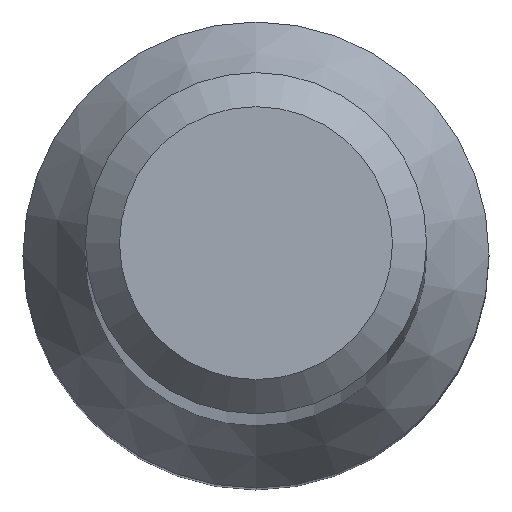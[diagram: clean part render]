
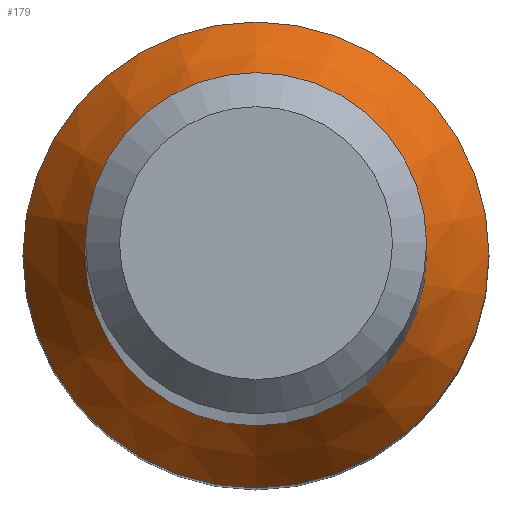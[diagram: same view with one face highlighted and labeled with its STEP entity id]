
A CAD part, top view. The second image highlights one B-rep face of the part: STEP entity #179.
In plain terms, the highlighted conical face has half-angle 30 degrees and reference radius 2.049 mm.
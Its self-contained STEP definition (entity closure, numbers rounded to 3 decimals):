
#1 = DIRECTION ( 'NONE',  ( 0., 1., 0. ) ) ;
#15 = CARTESIAN_POINT ( 'NONE',  ( 0., 1.5, 11.083 ) ) ;
#17 = DIRECTION ( 'NONE',  ( 0., 1., 0. ) ) ;
#55 = FACE_OUTER_BOUND ( 'NONE', #197, .T. ) ;
#57 = CARTESIAN_POINT ( 'NONE',  ( 0., 0., 11.083 ) ) ;
#70 = ORIENTED_EDGE ( 'NONE', *, *, #133, .F. ) ;
#71 = DIRECTION ( 'NONE',  ( 0., 0., -1. ) ) ;
#74 = DIRECTION ( 'NONE',  ( 0., 1., 0. ) ) ;
#80 = CONICAL_SURFACE ( 'NONE', #237, 2.049, 0.524 ) ;
#84 = ORIENTED_EDGE ( 'NONE', *, *, #231, .T. ) ;
#93 = VERTEX_POINT ( 'NONE', #15 ) ;
#126 = CARTESIAN_POINT ( 'NONE',  ( 0., 0., 10.132 ) ) ;
#131 = DIRECTION ( 'NONE',  ( 0., 0., -1. ) ) ;
#133 = EDGE_CURVE ( 'NONE', #226, #226, #138, .T. ) ;
#138 = CIRCLE ( 'NONE', #173, 2.049 ) ;
#139 = EDGE_LOOP ( 'NONE', ( #84 ) ) ;
#148 = FACE_BOUND ( 'NONE', #139, .T. ) ;
#164 = CARTESIAN_POINT ( 'NONE',  ( 0., 0., 10.132 ) ) ;
#173 = AXIS2_PLACEMENT_3D ( 'NONE', #126, #71, #17 ) ;
#179 = ADVANCED_FACE ( 'NONE', ( #148, #55 ), #80, .T. ) ;
#197 = EDGE_LOOP ( 'NONE', ( #70 ) ) ;
#220 = DIRECTION ( 'NONE',  ( 0., 0., -1. ) ) ;
#223 = AXIS2_PLACEMENT_3D ( 'NONE', #57, #131, #1 ) ;
#225 = CARTESIAN_POINT ( 'NONE',  ( 0., 2.049, 10.132 ) ) ;
#226 = VERTEX_POINT ( 'NONE', #225 ) ;
#229 = CIRCLE ( 'NONE', #223, 1.5 ) ;
#231 = EDGE_CURVE ( 'NONE', #93, #93, #229, .T. ) ;
#237 = AXIS2_PLACEMENT_3D ( 'NONE', #164, #220, #74 ) ;
